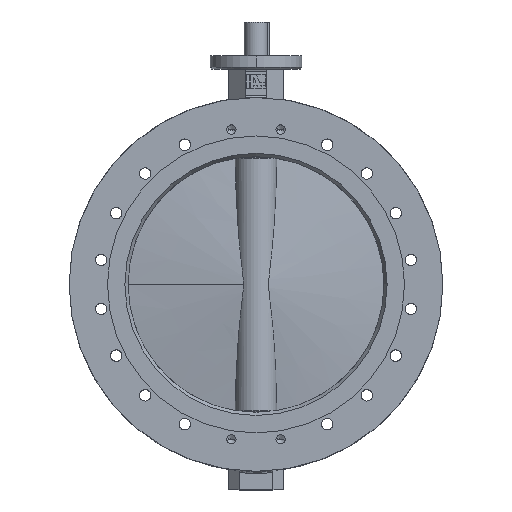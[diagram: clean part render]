
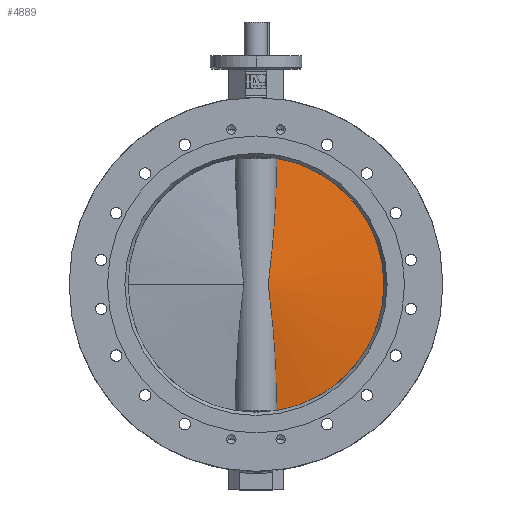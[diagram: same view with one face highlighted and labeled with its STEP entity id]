
A CAD part, top view. The second image highlights one B-rep face of the part: STEP entity #4889.
In plain terms, the highlighted conical face has half-angle 82.802 degrees and reference radius 245.467 mm.
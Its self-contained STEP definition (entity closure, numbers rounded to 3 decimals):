
#284 = FACE_OUTER_BOUND ( 'NONE', #7590, .T. ) ;
#288 = CONICAL_SURFACE ( 'NONE', #998, 245.467, 1.445 ) ;
#415 = CIRCLE ( 'NONE', #1069, 244.605 ) ;
#449 = CIRCLE ( 'NONE', #1085, 244.605 ) ;
#604 = DIRECTION ( 'NONE',  ( 0., 0., -1. ) ) ;
#605 = CARTESIAN_POINT ( 'NONE',  ( -4., 0., 0. ) ) ;
#606 = DIRECTION ( 'NONE',  ( 1., 0., 0. ) ) ;
#734 = CARTESIAN_POINT ( 'NONE',  ( -4.109, -241.348, 39.788 ) ) ;
#735 = CARTESIAN_POINT ( 'NONE',  ( -4.109, 0., 244.605 ) ) ;
#747 = CARTESIAN_POINT ( 'NONE',  ( -4.109, 241.348, 39.788 ) ) ;
#998 = AXIS2_PLACEMENT_3D ( 'NONE', #605, #606, #604 ) ;
#1069 = AXIS2_PLACEMENT_3D ( 'NONE', #1249, #1250, #1251 ) ;
#1085 = AXIS2_PLACEMENT_3D ( 'NONE', #1421, #1422, #1423 ) ;
#1249 = CARTESIAN_POINT ( 'NONE',  ( -4.109, 0., 0. ) ) ;
#1250 = DIRECTION ( 'NONE',  ( -1., 0., 0. ) ) ;
#1251 = DIRECTION ( 'NONE',  ( 0., 0., 1. ) ) ;
#1372 = CARTESIAN_POINT ( 'NONE',  ( -4.109, -241.348, 39.788 ) ) ;
#1373 = CARTESIAN_POINT ( 'NONE',  ( -5.364, -231.296, 39.659 ) ) ;
#1377 = CARTESIAN_POINT ( 'NONE',  ( -6.619, -221.245, 39.469 ) ) ;
#1378 = CARTESIAN_POINT ( 'NONE',  ( -9.126, -201.145, 38.966 ) ) ;
#1379 = CARTESIAN_POINT ( 'NONE',  ( -10.379, -191.096, 38.652 ) ) ;
#1380 = CARTESIAN_POINT ( 'NONE',  ( -14.132, -160.957, 37.512 ) ) ;
#1381 = CARTESIAN_POINT ( 'NONE',  ( -16.629, -140.885, 36.489 ) ) ;
#1382 = CARTESIAN_POINT ( 'NONE',  ( -20.347, -110.811, 34.467 ) ) ;
#1383 = CARTESIAN_POINT ( 'NONE',  ( -21.582, -100.792, 33.711 ) ) ;
#1384 = CARTESIAN_POINT ( 'NONE',  ( -24.033, -80.766, 32.01 ) ) ;
#1385 = CARTESIAN_POINT ( 'NONE',  ( -25.25, -70.76, 31.063 ) ) ;
#1386 = CARTESIAN_POINT ( 'NONE',  ( -27.037, -55.758, 29.489 ) ) ;
#1387 = CARTESIAN_POINT ( 'NONE',  ( -27.626, -50.759, 28.939 ) ) ;
#1388 = CARTESIAN_POINT ( 'NONE',  ( -28.775, -40.759, 27.796 ) ) ;
#1389 = CARTESIAN_POINT ( 'NONE',  ( -29.337, -35.76, 27.202 ) ) ;
#1390 = CARTESIAN_POINT ( 'NONE',  ( -30.127, -28.254, 26.316 ) ) ;
#1391 = CARTESIAN_POINT ( 'NONE',  ( -30.381, -25.751, 26.021 ) ) ;
#1392 = CARTESIAN_POINT ( 'NONE',  ( -30.859, -20.74, 25.453 ) ) ;
#1393 = CARTESIAN_POINT ( 'NONE',  ( -31.082, -18.234, 25.18 ) ) ;
#1394 = CARTESIAN_POINT ( 'NONE',  ( -31.472, -13.218, 24.69 ) ) ;
#1395 = CARTESIAN_POINT ( 'NONE',  ( -31.639, -10.708, 24.475 ) ) ;
#1396 = CARTESIAN_POINT ( 'NONE',  ( -31.879, -5.681, 24.161 ) ) ;
#1397 = CARTESIAN_POINT ( 'NONE',  ( -31.951, -3.164, 24.065 ) ) ;
#1398 = CARTESIAN_POINT ( 'NONE',  ( -31.972, 1.879, 24.038 ) ) ;
#1399 = CARTESIAN_POINT ( 'NONE',  ( -31.92, 4.406, 24.107 ) ) ;
#1400 = CARTESIAN_POINT ( 'NONE',  ( -31.711, 9.467, 24.381 ) ) ;
#1401 = CARTESIAN_POINT ( 'NONE',  ( -31.555, 12.005, 24.584 ) ) ;
#1402 = CARTESIAN_POINT ( 'NONE',  ( -31.18, 17.062, 25.057 ) ) ;
#1403 = CARTESIAN_POINT ( 'NONE',  ( -30.963, 19.584, 25.327 ) ) ;
#1404 = CARTESIAN_POINT ( 'NONE',  ( -30.493, 24.623, 25.89 ) ) ;
#1405 = CARTESIAN_POINT ( 'NONE',  ( -30.241, 27.139, 26.185 ) ) ;
#1406 = CARTESIAN_POINT ( 'NONE',  ( -29.456, 34.683, 27.074 ) ) ;
#1407 = CARTESIAN_POINT ( 'NONE',  ( -28.894, 39.707, 27.673 ) ) ;
#1408 = CARTESIAN_POINT ( 'NONE',  ( -27.743, 49.756, 28.827 ) ) ;
#1409 = CARTESIAN_POINT ( 'NONE',  ( -27.153, 54.781, 29.383 ) ) ;
#1410 = CARTESIAN_POINT ( 'NONE',  ( -25.36, 69.859, 30.975 ) ) ;
#1411 = CARTESIAN_POINT ( 'NONE',  ( -24.136, 79.918, 31.933 ) ) ;
#1412 = CARTESIAN_POINT ( 'NONE',  ( -21.673, 100.05, 33.653 ) ) ;
#1413 = CARTESIAN_POINT ( 'NONE',  ( -20.432, 110.123, 34.417 ) ) ;
#1414 = CARTESIAN_POINT ( 'NONE',  ( -16.694, 140.363, 36.461 ) ) ;
#1415 = CARTESIAN_POINT ( 'NONE',  ( -14.183, 160.555, 37.494 ) ) ;
#1416 = CARTESIAN_POINT ( 'NONE',  ( -9.153, 200.942, 39.027 ) ) ;
#1417 = CARTESIAN_POINT ( 'NONE',  ( -6.632, 221.142, 39.528 ) ) ;
#1418 = CARTESIAN_POINT ( 'NONE',  ( -4.109, 241.348, 39.788 ) ) ;
#1421 = CARTESIAN_POINT ( 'NONE',  ( -4.109, 0., 0. ) ) ;
#1422 = DIRECTION ( 'NONE',  ( -1., 0., 0. ) ) ;
#1423 = DIRECTION ( 'NONE',  ( 0., 0., 1. ) ) ;
#4889 = ADVANCED_FACE ( 'NONE', ( #284 ), #288, .T. ) ;
#4927 = VERTEX_POINT ( 'NONE', #734 ) ;
#4928 = VERTEX_POINT ( 'NONE', #735 ) ;
#4942 = VERTEX_POINT ( 'NONE', #747 ) ;
#5283 = EDGE_CURVE ( 'NONE', #4927, #4928, #415, .T. ) ;
#5311 = EDGE_CURVE ( 'NONE', #4927, #4942, #7443, .T. ) ;
#5312 = EDGE_CURVE ( 'NONE', #4928, #4942, #449, .T. ) ;
#6915 = ORIENTED_EDGE ( 'NONE', *, *, #5311, .F. ) ;
#6916 = ORIENTED_EDGE ( 'NONE', *, *, #5283, .T. ) ;
#6917 = ORIENTED_EDGE ( 'NONE', *, *, #5312, .T. ) ;
#7443 = B_SPLINE_CURVE_WITH_KNOTS ( 'NONE', 3,
 ( #1372, #1373, #1377, #1378, #1379, #1380, #1381, #1382, #1383, #1384, #1385, #1386, #1387, #1388, #1389, #1390, #1391, #1392, #1393, #1394, #1395, #1396, #1397, #1398, #1399, #1400, #1401, #1402, #1403, #1404, #1405, #1406, #1407, #1408, #1409, #1410, #1411, #1412, #1413, #1414, #1415, #1416, #1417, #1418 ),
 .UNSPECIFIED., .F., .F.,
 ( 4, 2, 2, 2, 2, 2, 2, 2, 2, 2, 2, 2, 2, 2, 2, 2, 2, 2, 2, 2, 2, 4 ),
 ( -0.218, -0.188, -0.158, -0.097, -0.067, -0.037, -0.022, -0.007, 0.001, 0.009, 0.016, 0.024, 0.031, 0.039, 0.046, 0.054, 0.069, 0.084, 0.114, 0.145, 0.205, 0.266 ),
 .UNSPECIFIED. ) ;
#7590 = EDGE_LOOP ( 'NONE', ( #6915, #6916, #6917 ) ) ;
